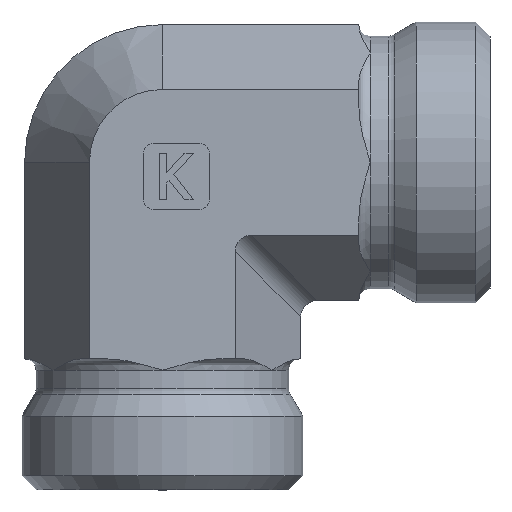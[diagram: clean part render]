
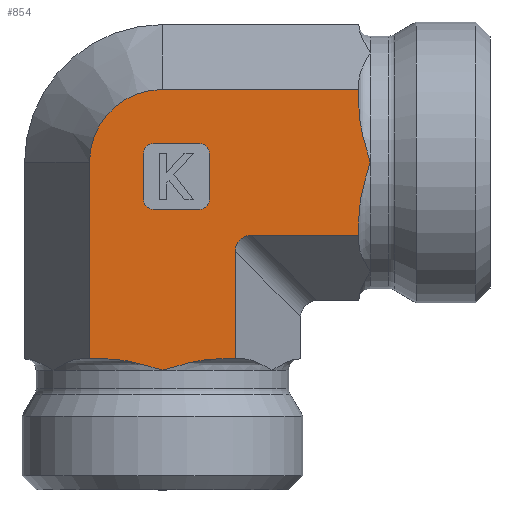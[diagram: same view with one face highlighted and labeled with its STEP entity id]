
A CAD part, left-side view. The second image highlights one B-rep face of the part: STEP entity #854.
In plain terms, the highlighted planar face has unit normal (-1, 0, 0).
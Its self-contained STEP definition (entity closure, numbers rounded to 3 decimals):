
#84=CARTESIAN_POINT('',(-31.685,9.544,1.3));
#85=VERTEX_POINT('',#84);
#93=CARTESIAN_POINT('',(-31.685,15.361,2.5));
#94=VERTEX_POINT('',#93);
#95=CARTESIAN_POINT('',(-31.685,15.361,2.5));
#96=CARTESIAN_POINT('',(-31.685,13.487,2.5));
#97=CARTESIAN_POINT('',(-31.685,11.339,1.835));
#98=CARTESIAN_POINT('',(-31.685,9.544,1.3));
#99=B_SPLINE_CURVE_WITH_KNOTS('',3,(#95,#96,#97,#98),.UNSPECIFIED.,.F.,.U.,(4,4),(1.145,1.707),.UNSPECIFIED.);
#100=EDGE_CURVE('',#94,#85,#99,.T.);
#128=CARTESIAN_POINT('',(-31.685,3.727,2.5));
#129=VERTEX_POINT('',#128);
#137=CARTESIAN_POINT('',(-31.685,9.544,1.3));
#138=CARTESIAN_POINT('',(-31.685,7.748,1.835));
#139=CARTESIAN_POINT('',(-31.685,5.6,2.5));
#140=CARTESIAN_POINT('',(-31.685,3.727,2.5));
#141=B_SPLINE_CURVE_WITH_KNOTS('',3,(#137,#138,#139,#140),.UNSPECIFIED.,.F.,.U.,(4,4),(0.0,0.562),.UNSPECIFIED.);
#142=EDGE_CURVE('',#85,#129,#141,.T.);
#660=CARTESIAN_POINT('',(-31.685,17.338,2.5));
#661=VERTEX_POINT('',#660);
#668=CARTESIAN_POINT('',(-31.685,17.338,23.5));
#669=VERTEX_POINT('',#668);
#670=CARTESIAN_POINT('',(-31.685,17.338,2.5));
#671=DIRECTION('',(0.0,0.0,1.0));
#672=VECTOR('',#671,21.);
#673=LINE('',#670,#672);
#674=EDGE_CURVE('',#661,#669,#673,.T.);
#686=CARTESIAN_POINT('',(-31.685,1.75,0.0));
#687=DIRECTION('',(-1.0,0.0,0.0));
#688=DIRECTION('',(0.0,0.0,1.0));
#689=AXIS2_PLACEMENT_3D('',#686,#687,#688);
#690=PLANE('',#689);
#691=CARTESIAN_POINT('',(-31.685,1.75,2.5));
#692=VERTEX_POINT('',#691);
#693=CARTESIAN_POINT('',(-31.685,3.727,2.5));
#694=DIRECTION('',(0.0,-1.0,0.0));
#695=VECTOR('',#694,1.977);
#696=LINE('',#693,#695);
#697=EDGE_CURVE('',#129,#692,#696,.T.);
#698=ORIENTED_EDGE('',*,*,#697,.T.);
#699=CARTESIAN_POINT('',(-31.685,1.75,13.974));
#700=VERTEX_POINT('',#699);
#701=CARTESIAN_POINT('',(-31.685,1.75,2.5));
#702=DIRECTION('',(0.0,0.0,1.0));
#703=VECTOR('',#702,11.474);
#704=LINE('',#701,#703);
#705=EDGE_CURVE('',#692,#700,#704,.T.);
#706=ORIENTED_EDGE('',*,*,#705,.T.);
#707=CARTESIAN_POINT('',(-31.685,0.018,15.706));
#708=VERTEX_POINT('',#707);
#709=CARTESIAN_POINT('',(-31.685,-0.56,13.396));
#710=DIRECTION('',(-1.0,0.0,0.0));
#711=DIRECTION('',(0.0,0.707,0.707));
#712=AXIS2_PLACEMENT_3D('',#709,#710,#711);
#713=ELLIPSE('',#712,2.582,2.0);
#714=EDGE_CURVE('',#708,#700,#713,.T.);
#715=ORIENTED_EDGE('',*,*,#714,.F.);
#716=CARTESIAN_POINT('',(-31.685,-11.456,15.706));
#717=VERTEX_POINT('',#716);
#718=CARTESIAN_POINT('',(-31.685,0.018,15.706));
#719=DIRECTION('',(0.0,-1.0,0.0));
#720=VECTOR('',#719,11.474);
#721=LINE('',#718,#720);
#722=EDGE_CURVE('',#708,#717,#721,.T.);
#723=ORIENTED_EDGE('',*,*,#722,.T.);
#724=CARTESIAN_POINT('',(-31.685,-11.456,17.683));
#725=VERTEX_POINT('',#724);
#726=CARTESIAN_POINT('',(-31.685,-11.456,15.706));
#727=DIRECTION('',(0.0,0.0,1.0));
#728=VECTOR('',#727,1.977);
#729=LINE('',#726,#728);
#730=EDGE_CURVE('',#717,#725,#729,.T.);
#731=ORIENTED_EDGE('',*,*,#730,.T.);
#732=CARTESIAN_POINT('',(-31.685,-12.656,23.5));
#733=VERTEX_POINT('',#732);
#734=CARTESIAN_POINT('',(-31.685,-11.456,17.683));
#735=CARTESIAN_POINT('',(-31.685,-11.456,19.556));
#736=CARTESIAN_POINT('',(-31.685,-12.121,21.704));
#737=CARTESIAN_POINT('',(-31.685,-12.656,23.5));
#738=B_SPLINE_CURVE_WITH_KNOTS('',3,(#734,#735,#736,#737),.UNSPECIFIED.,.F.,.U.,(4,4),(1.145,1.707),.UNSPECIFIED.);
#739=EDGE_CURVE('',#725,#733,#738,.T.);
#740=ORIENTED_EDGE('',*,*,#739,.T.);
#741=CARTESIAN_POINT('',(-31.685,-11.456,29.317));
#742=VERTEX_POINT('',#741);
#743=CARTESIAN_POINT('',(-31.685,-12.656,23.5));
#744=CARTESIAN_POINT('',(-31.685,-12.121,25.296));
#745=CARTESIAN_POINT('',(-31.685,-11.456,27.444));
#746=CARTESIAN_POINT('',(-31.685,-11.456,29.317));
#747=B_SPLINE_CURVE_WITH_KNOTS('',3,(#743,#744,#745,#746),.UNSPECIFIED.,.F.,.U.,(4,4),(0.0,0.562),.UNSPECIFIED.);
#748=EDGE_CURVE('',#733,#742,#747,.T.);
#749=ORIENTED_EDGE('',*,*,#748,.T.);
#750=CARTESIAN_POINT('',(-31.685,-11.456,31.294));
#751=VERTEX_POINT('',#750);
#752=CARTESIAN_POINT('',(-31.685,-11.456,29.317));
#753=DIRECTION('',(0.0,0.0,1.0));
#754=VECTOR('',#753,1.977);
#755=LINE('',#752,#754);
#756=EDGE_CURVE('',#742,#751,#755,.T.);
#757=ORIENTED_EDGE('',*,*,#756,.T.);
#758=CARTESIAN_POINT('',(-31.685,9.544,31.294));
#759=VERTEX_POINT('',#758);
#760=CARTESIAN_POINT('',(-31.685,9.544,31.294));
#761=DIRECTION('',(0.0,-1.0,0.0));
#762=VECTOR('',#761,21.);
#763=LINE('',#760,#762);
#764=EDGE_CURVE('',#759,#751,#763,.T.);
#765=ORIENTED_EDGE('',*,*,#764,.F.);
#766=CARTESIAN_POINT('',(-31.685,9.544,23.5));
#767=DIRECTION('',(-1.0,0.0,0.0));
#768=DIRECTION('',(0.0,0.0,1.0));
#769=AXIS2_PLACEMENT_3D('',#766,#767,#768);
#770=CIRCLE('',#769,7.794);
#771=EDGE_CURVE('',#759,#669,#770,.T.);
#772=ORIENTED_EDGE('',*,*,#771,.T.);
#773=ORIENTED_EDGE('',*,*,#674,.F.);
#774=CARTESIAN_POINT('',(-31.685,17.338,2.5));
#775=DIRECTION('',(0.0,-1.0,0.0));
#776=VECTOR('',#775,1.977);
#777=LINE('',#774,#776);
#778=EDGE_CURVE('',#661,#94,#777,.T.);
#779=ORIENTED_EDGE('',*,*,#778,.T.);
#780=ORIENTED_EDGE('',*,*,#100,.T.);
#781=ORIENTED_EDGE('',*,*,#142,.T.);
#782=EDGE_LOOP('',(#698,#706,#715,#723,#731,#740,#749,#757,#765,#772,#773,#779,#780,#781));
#783=FACE_OUTER_BOUND('',#782,.T.);
#784=CARTESIAN_POINT('',(-31.685,5.544,18.5));
#785=VERTEX_POINT('',#784);
#786=CARTESIAN_POINT('',(-31.685,10.544,18.5));
#787=VERTEX_POINT('',#786);
#788=CARTESIAN_POINT('',(-31.685,5.544,18.5));
#789=DIRECTION('',(0.0,1.0,0.0));
#790=VECTOR('',#789,5.0);
#791=LINE('',#788,#790);
#792=EDGE_CURVE('',#785,#787,#791,.T.);
#793=ORIENTED_EDGE('',*,*,#792,.T.);
#794=CARTESIAN_POINT('',(-31.685,11.544,19.5));
#795=VERTEX_POINT('',#794);
#796=CARTESIAN_POINT('',(-31.685,10.544,19.5));
#797=DIRECTION('',(-1.0,0.0,0.0));
#798=DIRECTION('',(0.0,0.707,-0.707));
#799=AXIS2_PLACEMENT_3D('',#796,#797,#798);
#800=CIRCLE('',#799,1.0);
#801=EDGE_CURVE('',#795,#787,#800,.T.);
#802=ORIENTED_EDGE('',*,*,#801,.F.);
#803=CARTESIAN_POINT('',(-31.685,11.544,24.5));
#804=VERTEX_POINT('',#803);
#805=CARTESIAN_POINT('',(-31.685,11.544,19.5));
#806=DIRECTION('',(0.0,0.0,1.0));
#807=VECTOR('',#806,5.0);
#808=LINE('',#805,#807);
#809=EDGE_CURVE('',#795,#804,#808,.T.);
#810=ORIENTED_EDGE('',*,*,#809,.T.);
#811=CARTESIAN_POINT('',(-31.685,10.544,25.5));
#812=VERTEX_POINT('',#811);
#813=CARTESIAN_POINT('',(-31.685,10.544,24.5));
#814=DIRECTION('',(-1.0,0.0,0.0));
#815=DIRECTION('',(0.0,0.707,0.707));
#816=AXIS2_PLACEMENT_3D('',#813,#814,#815);
#817=CIRCLE('',#816,1.0);
#818=EDGE_CURVE('',#812,#804,#817,.T.);
#819=ORIENTED_EDGE('',*,*,#818,.F.);
#820=CARTESIAN_POINT('',(-31.685,5.544,25.5));
#821=VERTEX_POINT('',#820);
#822=CARTESIAN_POINT('',(-31.685,10.544,25.5));
#823=DIRECTION('',(0.0,-1.0,0.0));
#824=VECTOR('',#823,5.);
#825=LINE('',#822,#824);
#826=EDGE_CURVE('',#812,#821,#825,.T.);
#827=ORIENTED_EDGE('',*,*,#826,.T.);
#828=CARTESIAN_POINT('',(-31.685,4.544,24.5));
#829=VERTEX_POINT('',#828);
#830=CARTESIAN_POINT('',(-31.685,5.544,24.5));
#831=DIRECTION('',(-1.0,0.0,0.0));
#832=DIRECTION('',(0.0,-0.707,0.707));
#833=AXIS2_PLACEMENT_3D('',#830,#831,#832);
#834=CIRCLE('',#833,1.0);
#835=EDGE_CURVE('',#829,#821,#834,.T.);
#836=ORIENTED_EDGE('',*,*,#835,.F.);
#837=CARTESIAN_POINT('',(-31.685,4.544,19.5));
#838=VERTEX_POINT('',#837);
#839=CARTESIAN_POINT('',(-31.685,4.544,24.5));
#840=DIRECTION('',(0.0,0.0,-1.0));
#841=VECTOR('',#840,5.);
#842=LINE('',#839,#841);
#843=EDGE_CURVE('',#829,#838,#842,.T.);
#844=ORIENTED_EDGE('',*,*,#843,.T.);
#845=CARTESIAN_POINT('',(-31.685,5.544,19.5));
#846=DIRECTION('',(-1.0,0.0,0.0));
#847=DIRECTION('',(0.0,-0.707,-0.707));
#848=AXIS2_PLACEMENT_3D('',#845,#846,#847);
#849=CIRCLE('',#848,1.0);
#850=EDGE_CURVE('',#785,#838,#849,.T.);
#851=ORIENTED_EDGE('',*,*,#850,.F.);
#852=EDGE_LOOP('',(#793,#802,#810,#819,#827,#836,#844,#851));
#853=FACE_BOUND('',#852,.T.);
#854=ADVANCED_FACE('',(#783,#853),#690,.T.);
